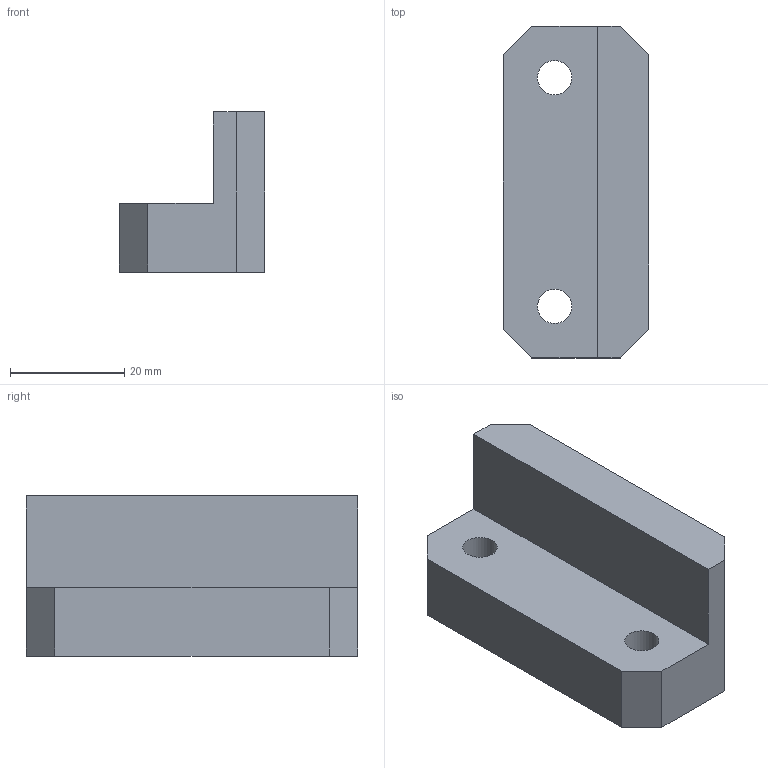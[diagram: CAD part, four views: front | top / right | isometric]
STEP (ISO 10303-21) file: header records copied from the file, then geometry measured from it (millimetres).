
FILE_DESCRIPTION(/* description */ (''),/* implementation_level */ '2;1');
FILE_NAME(/* name */ 'GB-hinge.stp',/* time_stamp */ '2021-07-14T21:59:52+01:00',/* author */ ('hobly'),/* organization */ (''),/* preprocessor_version */ 'ST-DEVELOPER v18',/* originating_system */ 'Autodesk Inventor 2020',/* authorisation */ '');
FILE_SCHEMA (('AUTOMOTIVE_DESIGN { 1 0 10303 214 3 1 1 }'));
Length unit declared in the file: millimetre
Products named in the file (1): GB-hinge-v1
Bounding box: 25.5 x 58 x 28 mm (x, y, z)
Volume: 21391.8 mm3; surface area: 7548.6 mm2
Topology: 1 solids, 1 shells, 18 faces, 47 edges, 32 vertices
Faces by surface type: plane 13, cylinder 3, cone 2
Full cylindrical faces by diameter (mm): 6 x2, 22 x1
Entity records: 608 total; most frequent: CARTESIAN_POINT 98, DIRECTION 97, ORIENTED_EDGE 94, EDGE_CURVE 47, LINE 35, VECTOR 35, VERTEX_POINT 32, AXIS2_PLACEMENT_3D 31
